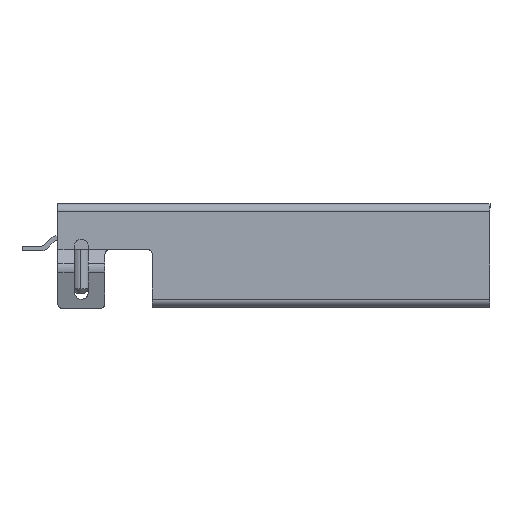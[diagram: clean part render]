
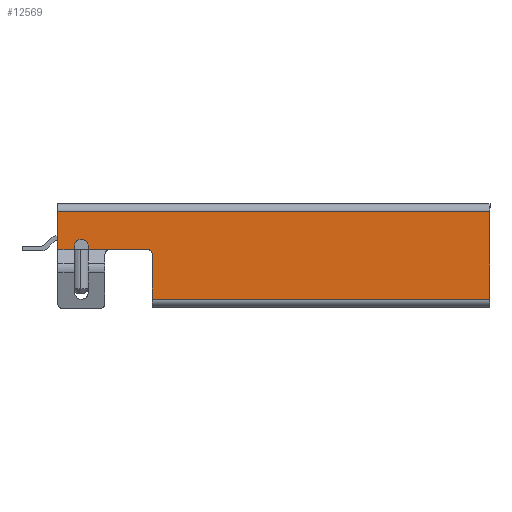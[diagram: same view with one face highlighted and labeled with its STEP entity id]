
A CAD part, left-side view. The second image highlights one B-rep face of the part: STEP entity #12569.
In plain terms, the highlighted planar face has unit normal (-1, 0, 0).
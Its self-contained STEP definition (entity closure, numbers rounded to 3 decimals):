
#85 = ORIENTED_EDGE ( 'NONE', *, *, #13599, .T. ) ;
#171 = CARTESIAN_POINT ( 'NONE',  ( -6., 5.275, -1.9 ) ) ;
#424 = DIRECTION ( 'NONE',  ( 0., -1., 0. ) ) ;
#518 = DIRECTION ( 'NONE',  ( 0., 0., 1. ) ) ;
#781 = DIRECTION ( 'NONE',  ( 0., 1., 0. ) ) ;
#1597 = ORIENTED_EDGE ( 'NONE', *, *, #10786, .T. ) ;
#2330 = ORIENTED_EDGE ( 'NONE', *, *, #23092, .T. ) ;
#2869 = CARTESIAN_POINT ( 'NONE',  ( -6., 8.05, -1.9 ) ) ;
#3170 = CIRCLE ( 'NONE', #14676, 0.2 ) ;
#3605 = EDGE_CURVE ( 'NONE', #22995, #11538, #15469, .T. ) ;
#3664 = VECTOR ( 'NONE', #781, 1000. ) ;
#3703 = LINE ( 'NONE', #24774, #20406 ) ;
#4042 = VECTOR ( 'NONE', #424, 1000. ) ;
#4385 = LINE ( 'NONE', #2869, #24918 ) ;
#4526 = DIRECTION ( 'NONE',  ( 0., 0., -1. ) ) ;
#4663 = PLANE ( 'NONE',  #19609 ) ;
#5682 = CARTESIAN_POINT ( 'NONE',  ( -6., 5.275, 0.25 ) ) ;
#5756 = CARTESIAN_POINT ( 'NONE',  ( -6., 5.275, 0.25 ) ) ;
#5901 = CARTESIAN_POINT ( 'NONE',  ( -6., 8.65, -1.9 ) ) ;
#6485 = LINE ( 'NONE', #14352, #23017 ) ;
#6522 = CARTESIAN_POINT ( 'NONE',  ( -6., 9.375, 1.9 ) ) ;
#6526 = ORIENTED_EDGE ( 'NONE', *, *, #18393, .F. ) ;
#6584 = ORIENTED_EDGE ( 'NONE', *, *, #16601, .T. ) ;
#6717 = CARTESIAN_POINT ( 'NONE',  ( -6., -9.375, -1.9 ) ) ;
#6971 = DIRECTION ( 'NONE',  ( 1., 0., 0. ) ) ;
#6981 = CARTESIAN_POINT ( 'NONE',  ( -6., 8.05, 0.4 ) ) ;
#7077 = DIRECTION ( 'NONE',  ( 0., -1., 0. ) ) ;
#7244 = CARTESIAN_POINT ( 'NONE',  ( -6., 9.375, 0.25 ) ) ;
#7406 = CARTESIAN_POINT ( 'NONE',  ( -6., -9.375, -1.9 ) ) ;
#7499 = DIRECTION ( 'NONE',  ( 0., -1., 0. ) ) ;
#7723 = DIRECTION ( 'NONE',  ( 0., 0., 1. ) ) ;
#8343 = EDGE_CURVE ( 'NONE', #23602, #22995, #17553, .T. ) ;
#8497 = VERTEX_POINT ( 'NONE', #6522 ) ;
#9474 = DIRECTION ( 'NONE',  ( 0., 0., -1. ) ) ;
#9504 = EDGE_LOOP ( 'NONE', ( #11630, #6584, #9673, #2330, #18866, #6526, #21584, #16489, #1597, #85, #17404, #10680 ) ) ;
#9673 = ORIENTED_EDGE ( 'NONE', *, *, #18266, .T. ) ;
#9785 = CARTESIAN_POINT ( 'NONE',  ( -6., 5.275, 0.25 ) ) ;
#10030 = LINE ( 'NONE', #9785, #4042 ) ;
#10358 = VERTEX_POINT ( 'NONE', #10467 ) ;
#10467 = CARTESIAN_POINT ( 'NONE',  ( -6., 5.275, 0.05 ) ) ;
#10680 = ORIENTED_EDGE ( 'NONE', *, *, #8343, .T. ) ;
#10786 = EDGE_CURVE ( 'NONE', #21166, #22133, #20128, .T. ) ;
#11029 = LINE ( 'NONE', #12453, #3664 ) ;
#11291 = EDGE_CURVE ( 'NONE', #21166, #22297, #24878, .T. ) ;
#11538 = VERTEX_POINT ( 'NONE', #24589 ) ;
#11581 = EDGE_CURVE ( 'NONE', #21540, #19447, #13297, .T. ) ;
#11630 = ORIENTED_EDGE ( 'NONE', *, *, #3605, .T. ) ;
#12436 = DIRECTION ( 'NONE',  ( -1., 0., 0. ) ) ;
#12453 = CARTESIAN_POINT ( 'NONE',  ( -6., -9.375, 1.9 ) ) ;
#12569 = ADVANCED_FACE ( 'NONE', ( #13812 ), #4663, .F. ) ;
#12768 = CARTESIAN_POINT ( 'NONE',  ( -6., -9.375, 1.9 ) ) ;
#12867 = DIRECTION ( 'NONE',  ( 1., 0., 0. ) ) ;
#13297 = LINE ( 'NONE', #5682, #24901 ) ;
#13599 = EDGE_CURVE ( 'NONE', #22133, #8497, #11029, .T. ) ;
#13812 = FACE_OUTER_BOUND ( 'NONE', #9504, .T. ) ;
#14352 = CARTESIAN_POINT ( 'NONE',  ( -6., 9.375, -1.9 ) ) ;
#14676 = AXIS2_PLACEMENT_3D ( 'NONE', #22055, #12436, #16211 ) ;
#15025 = EDGE_CURVE ( 'NONE', #23602, #8497, #6485, .T. ) ;
#15280 = DIRECTION ( 'NONE',  ( 0., 1., 0. ) ) ;
#15469 = LINE ( 'NONE', #5901, #16477 ) ;
#15708 = CARTESIAN_POINT ( 'NONE',  ( -6., 8.05, 0.25 ) ) ;
#15721 = AXIS2_PLACEMENT_3D ( 'NONE', #18712, #12867, #7077 ) ;
#15791 = VECTOR ( 'NONE', #17678, 1000. ) ;
#16056 = CARTESIAN_POINT ( 'NONE',  ( -6., 8.65, 0.25 ) ) ;
#16211 = DIRECTION ( 'NONE',  ( 0., -1., 0. ) ) ;
#16477 = VECTOR ( 'NONE', #7723, 1000. ) ;
#16489 = ORIENTED_EDGE ( 'NONE', *, *, #11291, .F. ) ;
#16601 = EDGE_CURVE ( 'NONE', #11538, #19730, #23890, .T. ) ;
#16777 = DIRECTION ( 'NONE',  ( 0., 0., 1. ) ) ;
#17404 = ORIENTED_EDGE ( 'NONE', *, *, #15025, .F. ) ;
#17553 = LINE ( 'NONE', #5756, #15791 ) ;
#17678 = DIRECTION ( 'NONE',  ( 0., -1., 0. ) ) ;
#18208 = CARTESIAN_POINT ( 'NONE',  ( -6., -9.375, -1.9 ) ) ;
#18266 = EDGE_CURVE ( 'NONE', #19730, #18982, #4385, .T. ) ;
#18393 = EDGE_CURVE ( 'NONE', #10358, #19447, #3170, .T. ) ;
#18712 = CARTESIAN_POINT ( 'NONE',  ( -6., 8.35, 0.4 ) ) ;
#18866 = ORIENTED_EDGE ( 'NONE', *, *, #11581, .T. ) ;
#18982 = VERTEX_POINT ( 'NONE', #15708 ) ;
#19447 = VERTEX_POINT ( 'NONE', #24737 ) ;
#19609 = AXIS2_PLACEMENT_3D ( 'NONE', #6717, #6971, #22499 ) ;
#19730 = VERTEX_POINT ( 'NONE', #6981 ) ;
#20043 = EDGE_CURVE ( 'NONE', #10358, #22297, #3703, .T. ) ;
#20128 = LINE ( 'NONE', #18208, #24936 ) ;
#20406 = VECTOR ( 'NONE', #9474, 1000. ) ;
#21166 = VERTEX_POINT ( 'NONE', #21638 ) ;
#21540 = VERTEX_POINT ( 'NONE', #22361 ) ;
#21584 = ORIENTED_EDGE ( 'NONE', *, *, #20043, .T. ) ;
#21638 = CARTESIAN_POINT ( 'NONE',  ( -6., -9.375, -1.9 ) ) ;
#22055 = CARTESIAN_POINT ( 'NONE',  ( -6., 5.475, 0.05 ) ) ;
#22133 = VERTEX_POINT ( 'NONE', #12768 ) ;
#22297 = VERTEX_POINT ( 'NONE', #171 ) ;
#22361 = CARTESIAN_POINT ( 'NONE',  ( -6., 7.125, 0.25 ) ) ;
#22499 = DIRECTION ( 'NONE',  ( 0., -1., 0. ) ) ;
#22995 = VERTEX_POINT ( 'NONE', #16056 ) ;
#23017 = VECTOR ( 'NONE', #16777, 1000. ) ;
#23092 = EDGE_CURVE ( 'NONE', #18982, #21540, #10030, .T. ) ;
#23188 = VECTOR ( 'NONE', #15280, 1000. ) ;
#23602 = VERTEX_POINT ( 'NONE', #7244 ) ;
#23890 = CIRCLE ( 'NONE', #15721, 0.3 ) ;
#24589 = CARTESIAN_POINT ( 'NONE',  ( -6., 8.65, 0.4 ) ) ;
#24737 = CARTESIAN_POINT ( 'NONE',  ( -6., 5.475, 0.25 ) ) ;
#24774 = CARTESIAN_POINT ( 'NONE',  ( -6., 5.275, -2.25 ) ) ;
#24878 = LINE ( 'NONE', #7406, #23188 ) ;
#24901 = VECTOR ( 'NONE', #7499, 1000. ) ;
#24918 = VECTOR ( 'NONE', #4526, 1000. ) ;
#24936 = VECTOR ( 'NONE', #518, 1000. ) ;
